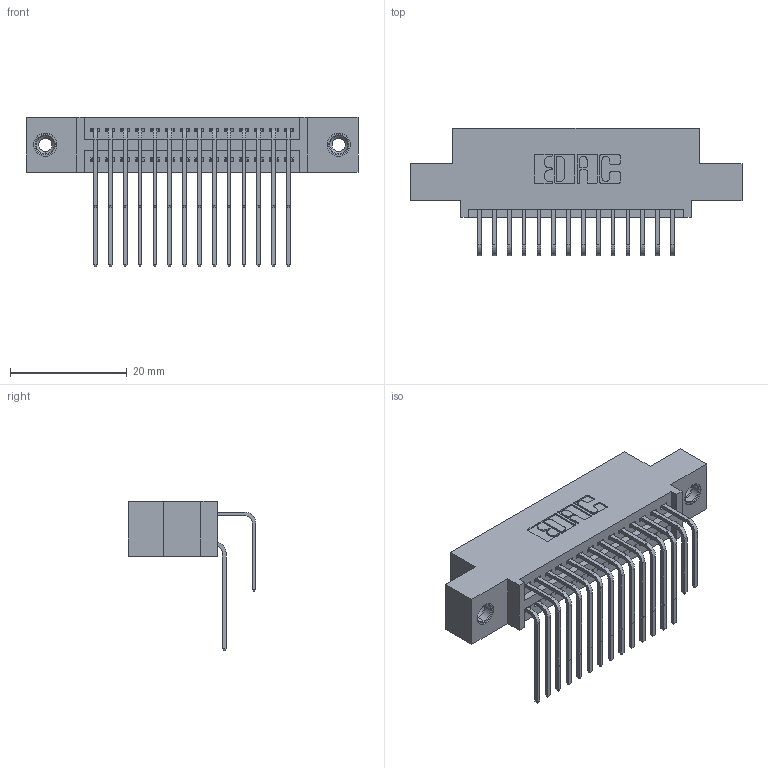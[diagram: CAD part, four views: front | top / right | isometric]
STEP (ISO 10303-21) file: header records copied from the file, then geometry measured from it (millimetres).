
FILE_DESCRIPTION (( 'STEP AP203' ), '1' );
FILE_NAME ('395-028-558-508.STEP', '2018-11-10T15:25:43', ( '' ), ( '' ), 'SwSTEP 2.0', 'SolidWorks 2016', '' );
FILE_SCHEMA (( 'CONFIG_CONTROL_DESIGN' ));
Length unit declared in the file: inch
Products named in the file (5): 345-292-001_558 Tail - 2; 395-028-558-508; 345-292-001_558 559 Tail - 1; 345-250-001_345-250-003-102; 345 Part_0.110 Offset - 0.156 Dia-TI
Assembly tree (31 placements, depth 2):
  395-028-558-508
    345 Part_0.110 Offset - 0.156 Dia-TI
    345-292-001_558 559 Tail - 1  x14
    345-292-001_558 Tail - 2  x14
    345-250-001_345-250-003-102  x2
Bounding box: 56.77 x 21.83 x 25.53 mm (x, y, z)
Volume: 5336.3 mm3; surface area: 8211.5 mm2
Topology: 31 solids, 31 shells, 1646 faces, 4829 edges, 3174 vertices
Faces by surface type: plane 1096, cylinder 534, cone 12, torus 4
Entity records: 17724 total; most frequent: CARTESIAN_POINT 3026, ORIENTED_EDGE 2902, DIRECTION 2701, EDGE_CURVE 1451, LINE 1203, VECTOR 1203, VERTEX_POINT 960, AXIS2_PLACEMENT_3D 749
